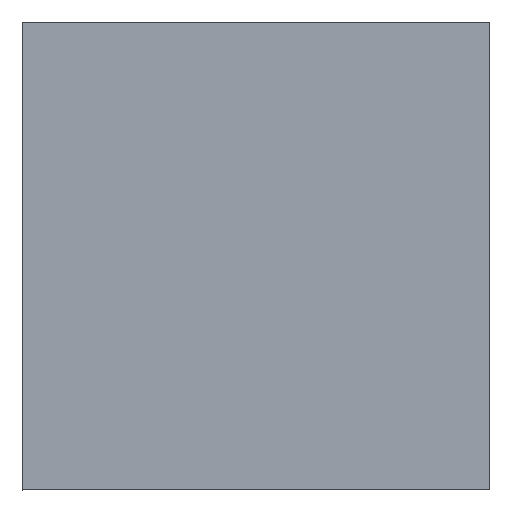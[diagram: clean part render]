
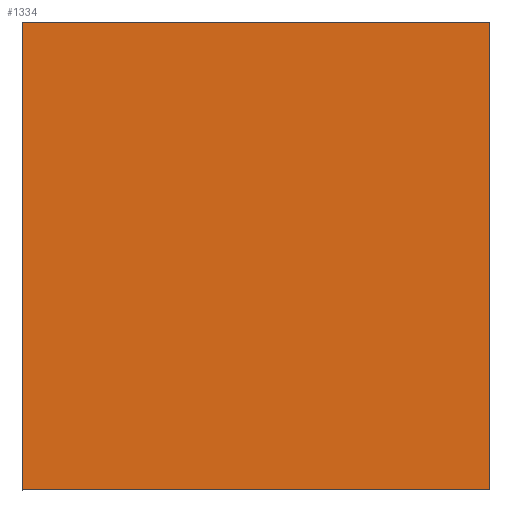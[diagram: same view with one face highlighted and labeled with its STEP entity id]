
A CAD part, top view. The second image highlights one B-rep face of the part: STEP entity #1334.
In plain terms, the highlighted planar face has unit normal (0, 0, 1).
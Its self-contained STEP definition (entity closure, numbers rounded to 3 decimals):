
#403 = VERTEX_POINT('',#404);
#404 = CARTESIAN_POINT('',(-60.,60.,4.));
#410 = EDGE_CURVE('',#403,#411,#413,.T.);
#411 = VERTEX_POINT('',#412);
#412 = CARTESIAN_POINT('',(-60.,-60.,4.));
#413 = LINE('',#414,#415);
#414 = CARTESIAN_POINT('',(-60.,60.,4.));
#415 = VECTOR('',#416,1.);
#416 = DIRECTION('',(0.,-1.,0.));
#434 = VERTEX_POINT('',#435);
#435 = CARTESIAN_POINT('',(60.,60.,4.));
#441 = EDGE_CURVE('',#434,#403,#442,.T.);
#442 = LINE('',#443,#444);
#443 = CARTESIAN_POINT('',(60.,60.,4.));
#444 = VECTOR('',#445,1.);
#445 = DIRECTION('',(-1.,0.,0.));
#458 = EDGE_CURVE('',#411,#459,#461,.T.);
#459 = VERTEX_POINT('',#460);
#460 = CARTESIAN_POINT('',(60.,-60.,4.));
#461 = LINE('',#462,#463);
#462 = CARTESIAN_POINT('',(-60.,-60.,4.));
#463 = VECTOR('',#464,1.);
#464 = DIRECTION('',(1.,0.,0.));
#482 = EDGE_CURVE('',#459,#434,#483,.T.);
#483 = LINE('',#484,#485);
#484 = CARTESIAN_POINT('',(60.,-60.,4.));
#485 = VECTOR('',#486,1.);
#486 = DIRECTION('',(0.,1.,0.));
#1334 = ADVANCED_FACE('',(#1335),#1341,.T.);
#1335 = FACE_BOUND('',#1336,.T.);
#1336 = EDGE_LOOP('',(#1337,#1338,#1339,#1340));
#1337 = ORIENTED_EDGE('',*,*,#410,.T.);
#1338 = ORIENTED_EDGE('',*,*,#458,.T.);
#1339 = ORIENTED_EDGE('',*,*,#482,.T.);
#1340 = ORIENTED_EDGE('',*,*,#441,.T.);
#1341 = PLANE('',#1342);
#1342 = AXIS2_PLACEMENT_3D('',#1343,#1344,#1345);
#1343 = CARTESIAN_POINT('',(0.,0.,4.));
#1344 = DIRECTION('',(0.,0.,1.));
#1345 = DIRECTION('',(1.,0.,0.));
